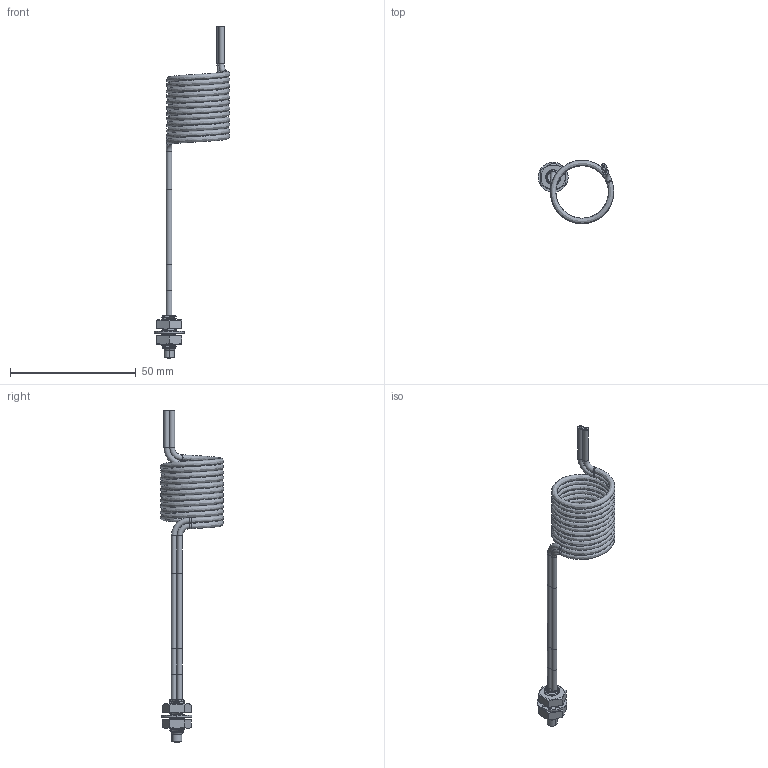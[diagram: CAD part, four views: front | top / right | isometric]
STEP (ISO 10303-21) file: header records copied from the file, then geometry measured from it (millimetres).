
FILE_DESCRIPTION((''),'2;1');
FILE_NAME('166387_ASM','2024-03-18T15:12:22',('banengservice'),('BANNER ENGINEERING'),'CREO PARAMETRIC BY PTC INC, 2022414','CREO PARAMETRIC BY PTC INC, 2022414','');
FILE_SCHEMA(('CONFIG_CONTROL_DESIGN'));
Length unit declared in the file: inch
Products named in the file (9): 13463; 10147; FIBER_CORE_1MM; 10147_BARE_CORE67; 10147_ASM; 10150; 08395; 08398_M6X0_75_HEX_JAM_NUT_SS_; 166387_ASM
Assembly tree (11 placements, depth 3):
  166387_ASM
    13463
    10147_ASM
      10147
      FIBER_CORE_1MM  x2
      10147_BARE_CORE67  x2
    10150
    08395
    08398_M6X0_75_HEX_JAM_NUT_SS_  x2
Bounding box: 30.05 x 25.17 x 132.02 mm (x, y, z)
Volume: 3755.3 mm3; surface area: 11332.1 mm2
Topology: 10 solids, 10 shells, 308 faces, 753 edges, 467 vertices
Faces by surface type: cylinder 138, cone 62, plane 58, bspline 30, torus 20
Entity records: 19475 total; most frequent: CARTESIAN_POINT 13150, ORIENTED_EDGE 1298, DIRECTION 1294, EDGE_CURVE 649, AXIS2_PLACEMENT_3D 517, VERTEX_POINT 409, EDGE_LOOP 272, CIRCLE 266
